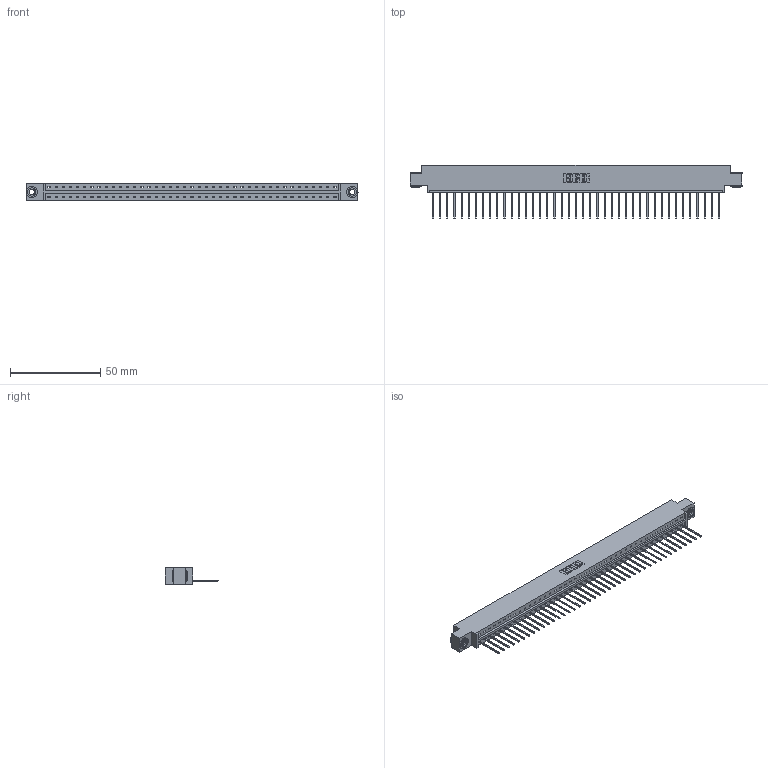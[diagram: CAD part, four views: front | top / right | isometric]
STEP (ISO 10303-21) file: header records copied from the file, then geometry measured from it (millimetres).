
FILE_DESCRIPTION (( 'STEP AP203' ), '1' );
FILE_NAME ('333-041-540-603.STEP', '2018-08-03T15:28:19', ( '' ), ( '' ), 'SwSTEP 2.0', 'SolidWorks 2016', '' );
FILE_SCHEMA (( 'CONFIG_CONTROL_DESIGN' ));
Length unit declared in the file: inch
Products named in the file (4): 333 Part_Offset - .156 Dia - TH; 345-292-001_345-293-140; 345-250-002_345-250-002-102; 333-041-540-603
Assembly tree (44 placements, depth 2):
  333-041-540-603
    333 Part_Offset - .156 Dia - TH
    345-292-001_345-293-140  x41
    345-250-002_345-250-002-102  x2
Bounding box: 184 x 29.47 x 9.4 mm (x, y, z)
Volume: 18353.9 mm3; surface area: 20692.1 mm2
Topology: 44 solids, 44 shells, 2534 faces, 7615 edges, 5018 vertices
Faces by surface type: plane 1806, cylinder 720, cone 8
Entity records: 25994 total; most frequent: CARTESIAN_POINT 4464, ORIENTED_EDGE 4434, DIRECTION 3801, EDGE_CURVE 2217, LINE 2065, VECTOR 2065, VERTEX_POINT 1474, AXIS2_PLACEMENT_3D 868
